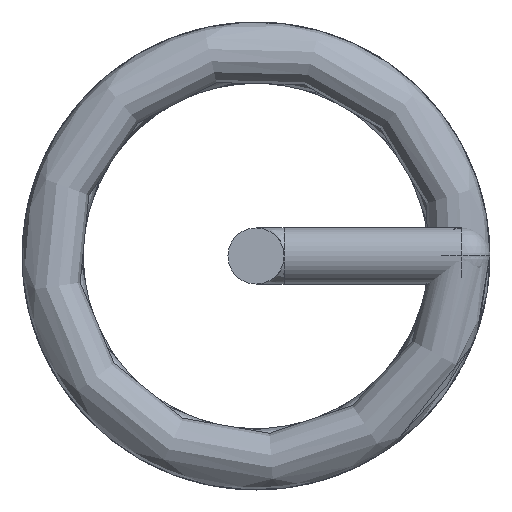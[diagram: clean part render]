
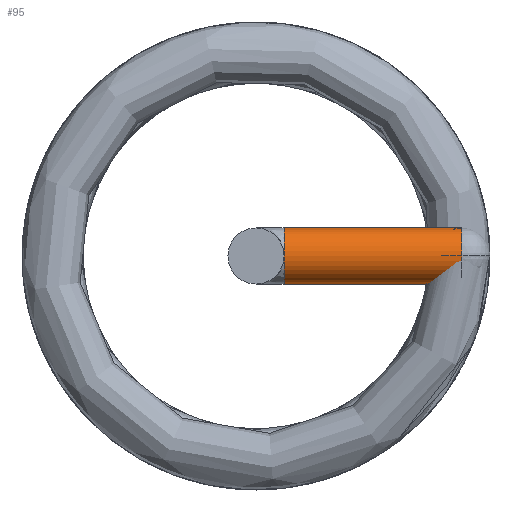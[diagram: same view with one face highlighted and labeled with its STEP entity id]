
A CAD part, front view. The second image highlights one B-rep face of the part: STEP entity #95.
In plain terms, the highlighted cylindrical face has radius 0.3 mm (diameter 0.6 mm), a full revolution.
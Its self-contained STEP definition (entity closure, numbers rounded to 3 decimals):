
#16=FACE_BOUND('',#46,.T.);
#18=CYLINDRICAL_SURFACE('',#111,0.3);
#35=FACE_OUTER_BOUND('',#45,.T.);
#45=EDGE_LOOP('',(#83));
#46=EDGE_LOOP('',(#84));
#54=CIRCLE('',#110,0.3);
#55=CIRCLE('',#112,0.3);
#60=VERTEX_POINT('',#2962);
#61=VERTEX_POINT('',#2993);
#69=EDGE_CURVE('',#60,#60,#54,.T.);
#70=EDGE_CURVE('',#61,#61,#55,.T.);
#83=ORIENTED_EDGE('',*,*,#69,.F.);
#84=ORIENTED_EDGE('',*,*,#70,.F.);
#95=ADVANCED_FACE('',(#35,#16),#18,.T.);
#110=AXIS2_PLACEMENT_3D('',#2991,#134,#135);
#111=AXIS2_PLACEMENT_3D('',#2992,#136,#137);
#112=AXIS2_PLACEMENT_3D('',#2994,#138,#139);
#134=DIRECTION('center_axis',(-1.,0.,0.));
#135=DIRECTION('ref_axis',(0.,0.,-1.));
#136=DIRECTION('center_axis',(-1.,0.,0.));
#137=DIRECTION('ref_axis',(0.,0.,-1.));
#138=DIRECTION('center_axis',(1.,0.,0.));
#139=DIRECTION('ref_axis',(0.,0.,-1.));
#2962=CARTESIAN_POINT('',(0.3,-0.3,0.));
#2991=CARTESIAN_POINT('Origin',(0.3,0.,0.));
#2992=CARTESIAN_POINT('Origin',(2.2,0.,0.));
#2993=CARTESIAN_POINT('',(2.2,0.,0.3));
#2994=CARTESIAN_POINT('Origin',(2.2,0.,0.));
